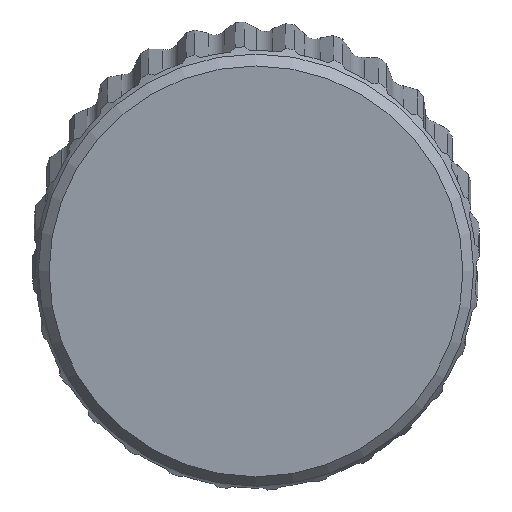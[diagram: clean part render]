
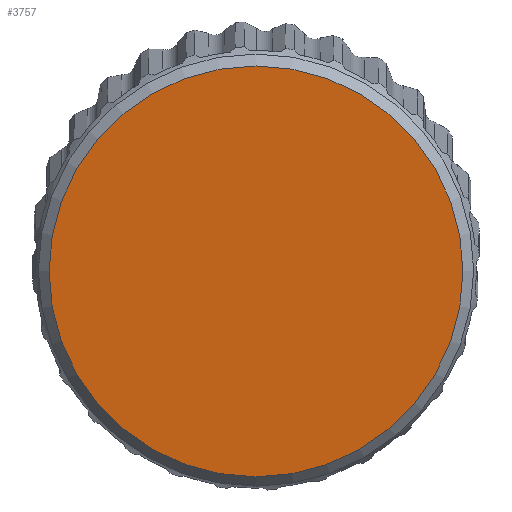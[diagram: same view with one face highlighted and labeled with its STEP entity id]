
A CAD part, top view. The second image highlights one B-rep face of the part: STEP entity #3757.
In plain terms, the highlighted planar face has unit normal (0, -0.122, 0.993).
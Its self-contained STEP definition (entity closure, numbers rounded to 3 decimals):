
#585=CIRCLE('',#4147,12.5);
#792=FACE_OUTER_BOUND('',#999,.T.);
#999=EDGE_LOOP('',(#3196));
#1675=VERTEX_POINT('',#7253);
#2247=EDGE_CURVE('',#1675,#1675,#585,.T.);
#3196=ORIENTED_EDGE('',*,*,#2247,.F.);
#3581=PLANE('',#4150);
#3757=ADVANCED_FACE('',(#792),#3581,.T.);
#4147=AXIS2_PLACEMENT_3D('',#7254,#5019,#5020);
#4150=AXIS2_PLACEMENT_3D('',#7258,#5026,#5027);
#5019=DIRECTION('center_axis',(0.,0.122,-0.993));
#5020=DIRECTION('ref_axis',(-1.,0.,0.));
#5026=DIRECTION('center_axis',(0.,-0.122,0.993));
#5027=DIRECTION('ref_axis',(1.,0.,0.));
#7253=CARTESIAN_POINT('',(108.558,16.919,39.512));
#7254=CARTESIAN_POINT('Origin',(96.058,16.919,39.512));
#7258=CARTESIAN_POINT('Origin',(96.058,16.919,39.512));
